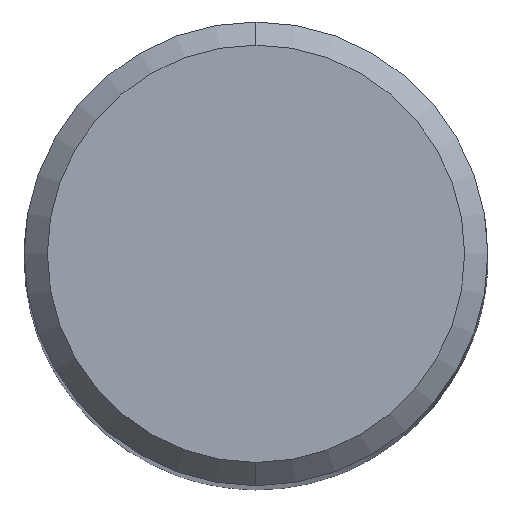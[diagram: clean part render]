
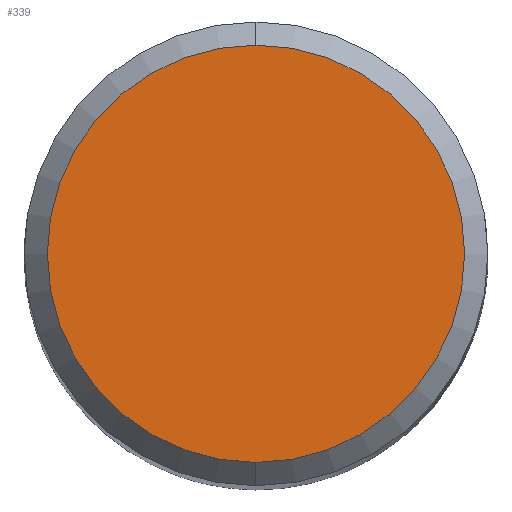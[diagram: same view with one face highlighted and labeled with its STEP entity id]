
A CAD part, top view. The second image highlights one B-rep face of the part: STEP entity #339.
In plain terms, the highlighted planar face has unit normal (0, 0, 1).
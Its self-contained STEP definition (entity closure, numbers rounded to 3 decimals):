
#339=ADVANCED_FACE('',(#940),#941,.T.);
#593=EDGE_CURVE('',#791,#717,#1221,.T.);
#717=VERTEX_POINT('',#1352);
#791=VERTEX_POINT('',#1434);
#829=EDGE_CURVE('',#717,#791,#1477,.T.);
#940=FACE_OUTER_BOUND('',#1631,.T.);
#941=PLANE('',#1632);
#1221=CIRCLE('',#2413,4.5);
#1352=CARTESIAN_POINT('',(0.,-4.5,0.0));
#1434=CARTESIAN_POINT('',(0.0,4.5,0.0));
#1477=CIRCLE('',#3054,4.5);
#1631=EDGE_LOOP('',(#3395,#3396));
#1632=AXIS2_PLACEMENT_3D('',#3397,#3398,#3399);
#2413=AXIS2_PLACEMENT_3D('',#3656,#3657,#3658);
#3054=AXIS2_PLACEMENT_3D('',#3900,#3901,#3902);
#3395=ORIENTED_EDGE('',*,*,#593,.F.);
#3396=ORIENTED_EDGE('',*,*,#829,.F.);
#3397=CARTESIAN_POINT('',(0.0,2.25,0.0));
#3398=DIRECTION('',(-0.0,0.0,1.0));
#3399=DIRECTION('',(0.0,-1.0,0.0));
#3656=CARTESIAN_POINT('',(0.0,0.0,0.0));
#3657=DIRECTION('',(0.0,0.0,-1.0));
#3658=DIRECTION('',(0.0,1.0,0.0));
#3900=CARTESIAN_POINT('',(0.0,0.0,0.0));
#3901=DIRECTION('',(0.0,0.0,-1.0));
#3902=DIRECTION('',(0.0,1.0,0.0));
